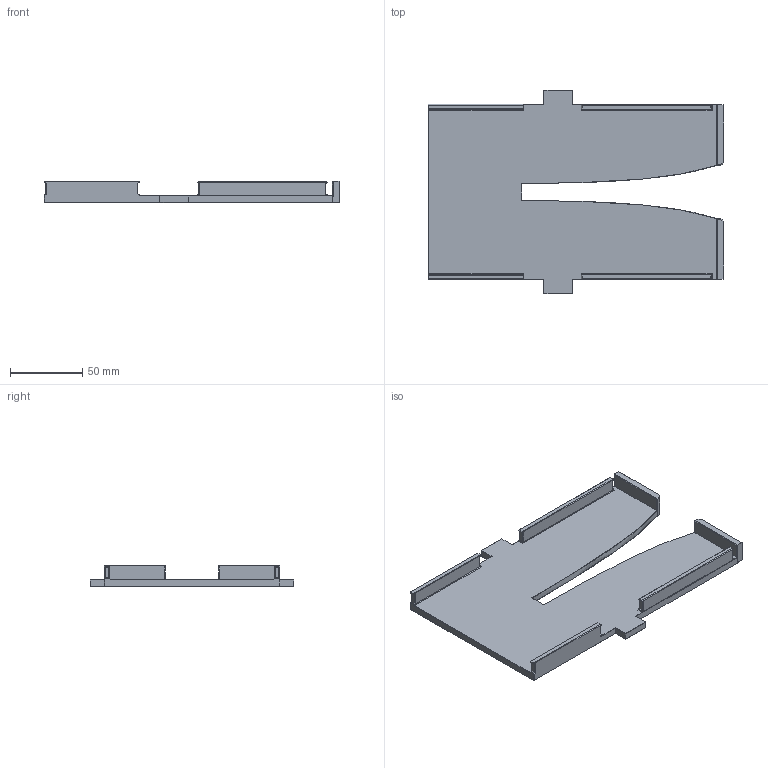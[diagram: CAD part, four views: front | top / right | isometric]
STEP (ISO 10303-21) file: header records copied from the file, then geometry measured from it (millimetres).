
FILE_DESCRIPTION(/* description */ (''),/* implementation_level */ '2;1');
FILE_NAME(/* name */ 'SDG - Thrower 3 Tray.step',/* time_stamp */ '2023-02-28T14:13:03-08:00',/* author */ (''),/* organization */ (''),/* preprocessor_version */ 'ST-DEVELOPER v19.2',/* originating_system */ 'Autodesk Translation Framework v11.17.0.187',/* authorisation */ '');
FILE_SCHEMA (('AUTOMOTIVE_DESIGN { 1 0 10303 214 3 1 1 }'));
Length unit declared in the file: millimetre
Products named in the file (2): Small Disc Golf Set; Thrower Tray 3
Assembly tree (1 placements, depth 2):
  Small Disc Golf Set
    Thrower Tray 3
Bounding box: 205 x 141.54 x 15 mm (x, y, z)
Volume: 127887.2 mm3; surface area: 57732.7 mm2
Topology: 1 solids, 1 shells, 249 faces, 603 edges, 356 vertices
Faces by surface type: plane 240, bspline 9
Entity records: 7318 total; most frequent: CARTESIAN_POINT 1638, ORIENTED_EDGE 1206, DIRECTION 1061, EDGE_CURVE 603, LINE 575, VECTOR 575, VERTEX_POINT 356, FACE_OUTER_BOUND 249
